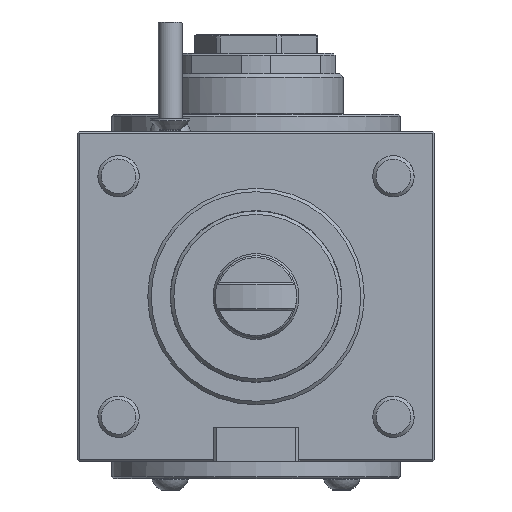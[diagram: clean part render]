
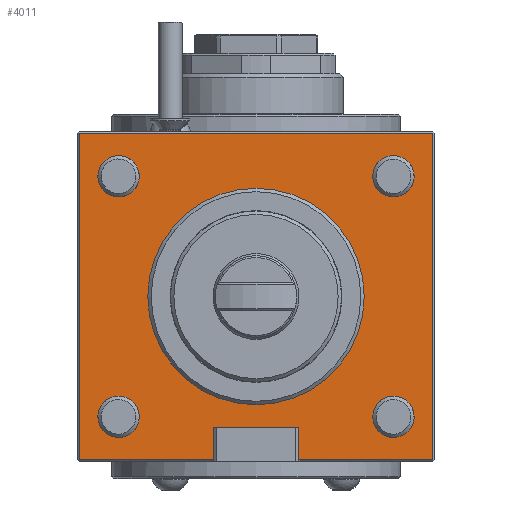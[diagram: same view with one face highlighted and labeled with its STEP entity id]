
A CAD part, front view. The second image highlights one B-rep face of the part: STEP entity #4011.
In plain terms, the highlighted planar face has unit normal (0, -1, 0).
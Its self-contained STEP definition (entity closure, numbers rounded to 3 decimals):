
#89 = DIRECTION ( 'NONE',  ( 1., 0., 0. ) ) ;
#270 = EDGE_CURVE ( 'NONE', #15348, #24073, #15252, .T. ) ;
#274 = CARTESIAN_POINT ( 'NONE',  ( 0., -70., 75. ) ) ;
#369 = VERTEX_POINT ( 'NONE', #12075 ) ;
#419 = ORIENTED_EDGE ( 'NONE', *, *, #26016, .F. ) ;
#622 = CARTESIAN_POINT ( 'NONE',  ( 0., -70., -47.5 ) ) ;
#769 = VERTEX_POINT ( 'NONE', #28941 ) ;
#1026 = EDGE_CURVE ( 'NONE', #19112, #19112, #13727, .T. ) ;
#1677 = VECTOR ( 'NONE', #24165, 1000. ) ;
#1910 = ORIENTED_EDGE ( 'NONE', *, *, #1026, .F. ) ;
#2003 = LINE ( 'NONE', #622, #4036 ) ;
#2425 = EDGE_CURVE ( 'NONE', #11169, #11169, #15156, .T. ) ;
#2579 = FACE_BOUND ( 'NONE', #12385, .T. ) ;
#2621 = DIRECTION ( 'NONE',  ( 0., 0., -1. ) ) ;
#2662 = CARTESIAN_POINT ( 'NONE',  ( 0., -70., -38. ) ) ;
#2707 = DIRECTION ( 'NONE',  ( 0., -1., 0. ) ) ;
#3052 = DIRECTION ( 'NONE',  ( -1., 0., 0. ) ) ;
#3617 = LINE ( 'NONE', #12957, #1677 ) ;
#3767 = EDGE_CURVE ( 'NONE', #9121, #24038, #2003, .T. ) ;
#3987 = LINE ( 'NONE', #13305, #15361 ) ;
#4003 = ORIENTED_EDGE ( 'NONE', *, *, #19787, .T. ) ;
#4011 = ADVANCED_FACE ( 'NONE', ( #2579, #28811, #14298, #13826, #5452, #21325 ), #13351, .T. ) ;
#4036 = VECTOR ( 'NONE', #27768, 1000. ) ;
#4209 = AXIS2_PLACEMENT_3D ( 'NONE', #4833, #24933, #28695 ) ;
#4819 = AXIS2_PLACEMENT_3D ( 'NONE', #23060, #10497, #26834 ) ;
#4833 = CARTESIAN_POINT ( 'NONE',  ( 0., -70., 0. ) ) ;
#5428 = ORIENTED_EDGE ( 'NONE', *, *, #270, .T. ) ;
#5452 = FACE_BOUND ( 'NONE', #21071, .T. ) ;
#5607 = CARTESIAN_POINT ( 'NONE',  ( -51.5, -70., 47.5 ) ) ;
#6889 = CARTESIAN_POINT ( 'NONE',  ( 0., -70., 31.5 ) ) ;
#7145 = EDGE_CURVE ( 'NONE', #769, #769, #17884, .T. ) ;
#7451 = CARTESIAN_POINT ( 'NONE',  ( -12.5, -70., -38. ) ) ;
#8081 = VECTOR ( 'NONE', #89, 1000. ) ;
#8740 = CARTESIAN_POINT ( 'NONE',  ( -51.5, -70., -47.5 ) ) ;
#9121 = VERTEX_POINT ( 'NONE', #26833 ) ;
#9296 = DIRECTION ( 'NONE',  ( 0., 0., -1. ) ) ;
#10068 = CARTESIAN_POINT ( 'NONE',  ( 51.5, -70., 47.5 ) ) ;
#10239 = CARTESIAN_POINT ( 'NONE',  ( -12.5, -70., -47.5 ) ) ;
#10275 = ORIENTED_EDGE ( 'NONE', *, *, #19173, .T. ) ;
#10465 = EDGE_CURVE ( 'NONE', #15276, #15276, #18023, .T. ) ;
#10497 = DIRECTION ( 'NONE',  ( 0., -1., 0. ) ) ;
#10796 = CARTESIAN_POINT ( 'NONE',  ( 40., -70., 35. ) ) ;
#11169 = VERTEX_POINT ( 'NONE', #21406 ) ;
#11209 = ORIENTED_EDGE ( 'NONE', *, *, #3767, .T. ) ;
#11720 = DIRECTION ( 'NONE',  ( 0., -1., 0. ) ) ;
#12075 = CARTESIAN_POINT ( 'NONE',  ( 40., -70., -41. ) ) ;
#12264 = ORIENTED_EDGE ( 'NONE', *, *, #2425, .F. ) ;
#12385 = EDGE_LOOP ( 'NONE', ( #15051 ) ) ;
#12955 = EDGE_LOOP ( 'NONE', ( #23197 ) ) ;
#12957 = CARTESIAN_POINT ( 'NONE',  ( 51.5, -70., 75. ) ) ;
#13035 = CARTESIAN_POINT ( 'NONE',  ( 51.5, -70., -47.5 ) ) ;
#13305 = CARTESIAN_POINT ( 'NONE',  ( 12.5, -70., -38. ) ) ;
#13351 = PLANE ( 'NONE',  #24129 ) ;
#13400 = EDGE_LOOP ( 'NONE', ( #1910 ) ) ;
#13727 = CIRCLE ( 'NONE', #26290, 6. ) ;
#13826 = FACE_BOUND ( 'NONE', #12955, .T. ) ;
#13897 = VECTOR ( 'NONE', #3052, 1000. ) ;
#13901 = CARTESIAN_POINT ( 'NONE',  ( -12.5, -70., -38. ) ) ;
#14298 = FACE_BOUND ( 'NONE', #25342, .T. ) ;
#14425 = DIRECTION ( 'NONE',  ( 0., 0., -1. ) ) ;
#14792 = VERTEX_POINT ( 'NONE', #10068 ) ;
#14848 = ORIENTED_EDGE ( 'NONE', *, *, #17499, .T. ) ;
#15036 = VECTOR ( 'NONE', #9296, 1000. ) ;
#15051 = ORIENTED_EDGE ( 'NONE', *, *, #7145, .F. ) ;
#15156 = CIRCLE ( 'NONE', #4819, 6. ) ;
#15162 = AXIS2_PLACEMENT_3D ( 'NONE', #26140, #2707, #14425 ) ;
#15252 = LINE ( 'NONE', #19062, #21211 ) ;
#15276 = VERTEX_POINT ( 'NONE', #6889 ) ;
#15295 = LINE ( 'NONE', #2662, #20806 ) ;
#15348 = VERTEX_POINT ( 'NONE', #5607 ) ;
#15360 = DIRECTION ( 'NONE',  ( 0., 0., -1. ) ) ;
#15361 = VECTOR ( 'NONE', #17090, 1000. ) ;
#15687 = LINE ( 'NONE', #27855, #13897 ) ;
#15826 = DIRECTION ( 'NONE',  ( 0., -1., 0. ) ) ;
#15886 = VERTEX_POINT ( 'NONE', #10239 ) ;
#17090 = DIRECTION ( 'NONE',  ( 0., 0., -1. ) ) ;
#17499 = EDGE_CURVE ( 'NONE', #28551, #28662, #15295, .T. ) ;
#17884 = CIRCLE ( 'NONE', #18748, 6. ) ;
#18023 = CIRCLE ( 'NONE', #4209, 31.5 ) ;
#18353 = ORIENTED_EDGE ( 'NONE', *, *, #22518, .T. ) ;
#18748 = AXIS2_PLACEMENT_3D ( 'NONE', #28007, #15826, #15360 ) ;
#19062 = CARTESIAN_POINT ( 'NONE',  ( -51.5, -70., 75. ) ) ;
#19101 = DIRECTION ( 'NONE',  ( 1., 0., 0. ) ) ;
#19112 = VERTEX_POINT ( 'NONE', #24202 ) ;
#19173 = EDGE_CURVE ( 'NONE', #28662, #9121, #3987, .T. ) ;
#19331 = CARTESIAN_POINT ( 'NONE',  ( 12.5, -70., -38. ) ) ;
#19499 = EDGE_CURVE ( 'NONE', #14792, #15348, #15687, .T. ) ;
#19520 = DIRECTION ( 'NONE',  ( 0., -1., 0. ) ) ;
#19578 = EDGE_CURVE ( 'NONE', #369, #369, #20430, .T. ) ;
#19787 = EDGE_CURVE ( 'NONE', #24038, #14792, #3617, .T. ) ;
#19810 = ORIENTED_EDGE ( 'NONE', *, *, #10465, .T. ) ;
#20267 = CARTESIAN_POINT ( 'NONE',  ( 0., -70., -47.5 ) ) ;
#20430 = CIRCLE ( 'NONE', #15162, 6. ) ;
#20533 = LINE ( 'NONE', #13901, #15036 ) ;
#20703 = LINE ( 'NONE', #20267, #8081 ) ;
#20806 = VECTOR ( 'NONE', #19101, 1000. ) ;
#21071 = EDGE_LOOP ( 'NONE', ( #19810 ) ) ;
#21211 = VECTOR ( 'NONE', #2621, 1000. ) ;
#21325 = FACE_OUTER_BOUND ( 'NONE', #23756, .T. ) ;
#21406 = CARTESIAN_POINT ( 'NONE',  ( -40., -70., -41. ) ) ;
#21482 = ORIENTED_EDGE ( 'NONE', *, *, #19499, .T. ) ;
#22228 = DIRECTION ( 'NONE',  ( 0., 0., -1. ) ) ;
#22518 = EDGE_CURVE ( 'NONE', #24073, #15886, #20703, .T. ) ;
#23060 = CARTESIAN_POINT ( 'NONE',  ( -40., -70., -35. ) ) ;
#23197 = ORIENTED_EDGE ( 'NONE', *, *, #19578, .F. ) ;
#23756 = EDGE_LOOP ( 'NONE', ( #5428, #18353, #419, #14848, #10275, #11209, #4003, #21482 ) ) ;
#24038 = VERTEX_POINT ( 'NONE', #13035 ) ;
#24073 = VERTEX_POINT ( 'NONE', #8740 ) ;
#24129 = AXIS2_PLACEMENT_3D ( 'NONE', #274, #19520, #22228 ) ;
#24165 = DIRECTION ( 'NONE',  ( 0., 0., 1. ) ) ;
#24202 = CARTESIAN_POINT ( 'NONE',  ( 40., -70., 29. ) ) ;
#24933 = DIRECTION ( 'NONE',  ( 0., 1., 0. ) ) ;
#25342 = EDGE_LOOP ( 'NONE', ( #12264 ) ) ;
#26016 = EDGE_CURVE ( 'NONE', #28551, #15886, #20533, .T. ) ;
#26140 = CARTESIAN_POINT ( 'NONE',  ( 40., -70., -35. ) ) ;
#26290 = AXIS2_PLACEMENT_3D ( 'NONE', #10796, #11720, #29030 ) ;
#26833 = CARTESIAN_POINT ( 'NONE',  ( 12.5, -70., -47.5 ) ) ;
#26834 = DIRECTION ( 'NONE',  ( 0., 0., -1. ) ) ;
#27768 = DIRECTION ( 'NONE',  ( 1., 0., 0. ) ) ;
#27855 = CARTESIAN_POINT ( 'NONE',  ( 0., -70., 47.5 ) ) ;
#28007 = CARTESIAN_POINT ( 'NONE',  ( -40., -70., 35. ) ) ;
#28551 = VERTEX_POINT ( 'NONE', #7451 ) ;
#28662 = VERTEX_POINT ( 'NONE', #19331 ) ;
#28695 = DIRECTION ( 'NONE',  ( 0., 0., 1. ) ) ;
#28811 = FACE_BOUND ( 'NONE', #13400, .T. ) ;
#28941 = CARTESIAN_POINT ( 'NONE',  ( -40., -70., 29. ) ) ;
#29030 = DIRECTION ( 'NONE',  ( 0., 0., -1. ) ) ;
